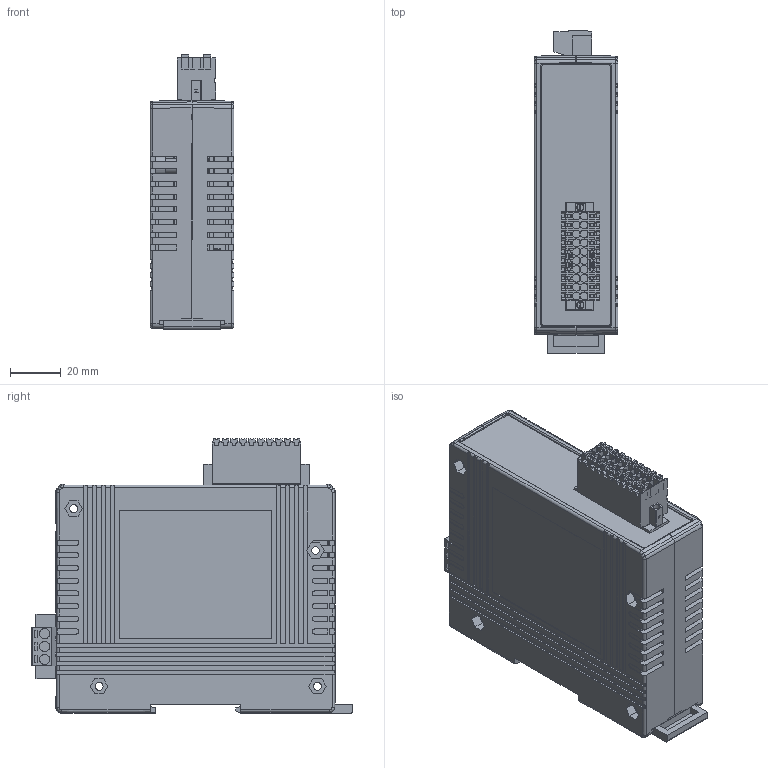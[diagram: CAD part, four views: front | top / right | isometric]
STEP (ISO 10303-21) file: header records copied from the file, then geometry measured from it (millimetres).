
FILE_DESCRIPTION (( 'STEP AP203' ), '1' );
FILE_NAME ('ECAT-2051.STEP', '2018-09-03T00:53:55', ( 'user' ), ( '' ), 'SwSTEP 2.0', 'SolidWorks 2013', '' );
FILE_SCHEMA (( 'CONFIG_CONTROL_DESIGN' ));
Length unit declared in the file: millimetre
Products named in the file (15): B2CF 3_50_20_180F SN OR BX; ECAT-2045_PCB; 4SI21W0000003; F.G.馬口鐵(4SI21A0000001); RJ45-1x1_no led; 4SI21W0000002; 1x3_90_5.08_そ_猭孽; ECAT-2045_01; Block-5.08-3pin-M; ECAT-2055_02; S2L_3_50_20_90F_3_5SN_OR_BX; PROFI-2000 滑片(4SI21K0000031); ECAT-2051
Assembly tree (15 placements, depth 4):
  ECAT-2051
    ECAT-2045_PCB
      ECAT-2045_PCB
      RJ45-1x1_no led  x2
      1x3_90_5.08_そ_猭孽
      Block-5.08-3pin-M
      B2CF 3_50_20_180F SN OR BX
        S2L_3_50_20_90F_3_5SN_OR_BX
        B2CF 3_50_20_180F SN OR BX
    4SI21W0000003
    F.G.馬口鐵(4SI21A0000001)
    4SI21W0000002
    ECAT-2045_01
    ECAT-2055_02
    PROFI-2000 滑片(4SI21K0000031)
Bounding box: 33 x 126.8 x 108.15 mm (x, y, z)
Volume: 102394.3 mm3; surface area: 129456.8 mm2
Topology: 14 solids, 14 shells, 3720 faces, 10335 edges, 6756 vertices
Faces by surface type: plane 2903, cylinder 639, cone 122, bspline 32, sphere 14, torus 10
Entity records: 119608 total; most frequent: CARTESIAN_POINT 22801, ORIENTED_EDGE 20518, DIRECTION 18927, EDGE_CURVE 10259, LINE 8183, VECTOR 8183, VERTEX_POINT 6710, AXIS2_PLACEMENT_3D 5372
